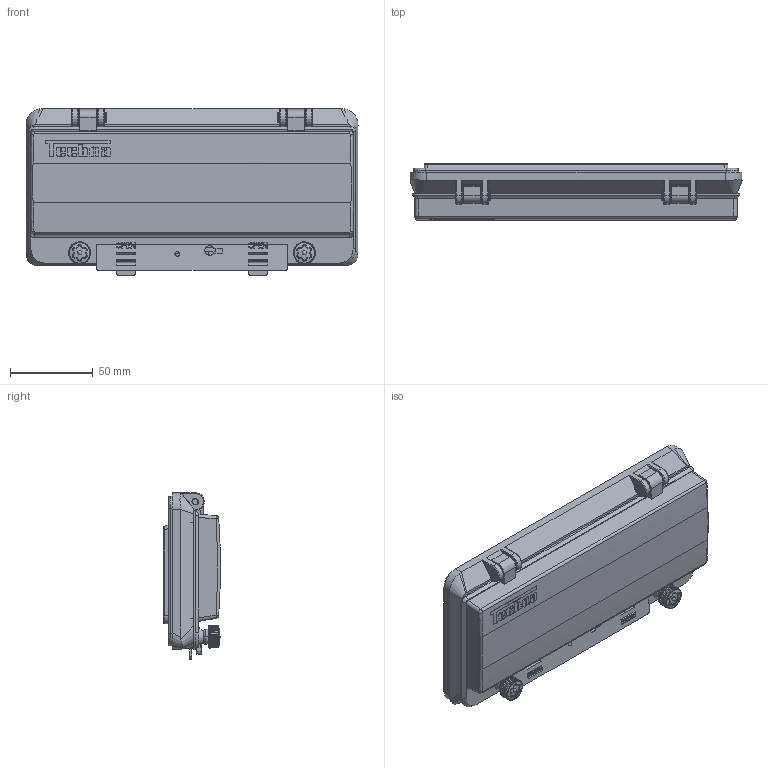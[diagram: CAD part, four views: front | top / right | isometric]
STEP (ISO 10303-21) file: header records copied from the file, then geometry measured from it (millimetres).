
FILE_DESCRIPTION (( 'STEP AP214' ), '1' );
FILE_NAME ('WINtec10.STEP', '2023-04-05T08:35:26', ( '' ), ( '' ), 'SwSTEP 2.0', 'SolidWorks 2023', '' );
FILE_SCHEMA (( 'AUTOMOTIVE_DESIGN' ));
Length unit declared in the file: millimetre
Products named in the file (7): Wintec10-LUOSHUAN_2; Wintec10-XIAODING_1; Wintec10-10A-2; Wintec10-10-1; Wintec10-JIAOTIAO-13A_1; WINtec10; Wintec10-PRT0003
Assembly tree (7 placements, depth 2):
  WINtec10
    Wintec10-10A-2
    Wintec10-10-1
    Wintec10-XIAODING_1
    Wintec10-PRT0003
    Wintec10-LUOSHUAN_2  x2
    Wintec10-JIAOTIAO-13A_1
Bounding box: 201 x 34 x 101 mm (x, y, z)
Volume: 132763.5 mm3; surface area: 124193.4 mm2
Topology: 7 solids, 7 shells, 2230 faces, 5964 edges, 3799 vertices
Faces by surface type: plane 1087, bspline 448, cylinder 369, cone 326
Entity records: 69310 total; most frequent: CARTESIAN_POINT 25901, ORIENTED_EDGE 10050, DIRECTION 7465, EDGE_CURVE 5025, LINE 3341, VECTOR 3341, VERTEX_POINT 3240, AXIS2_PLACEMENT_3D 2062
